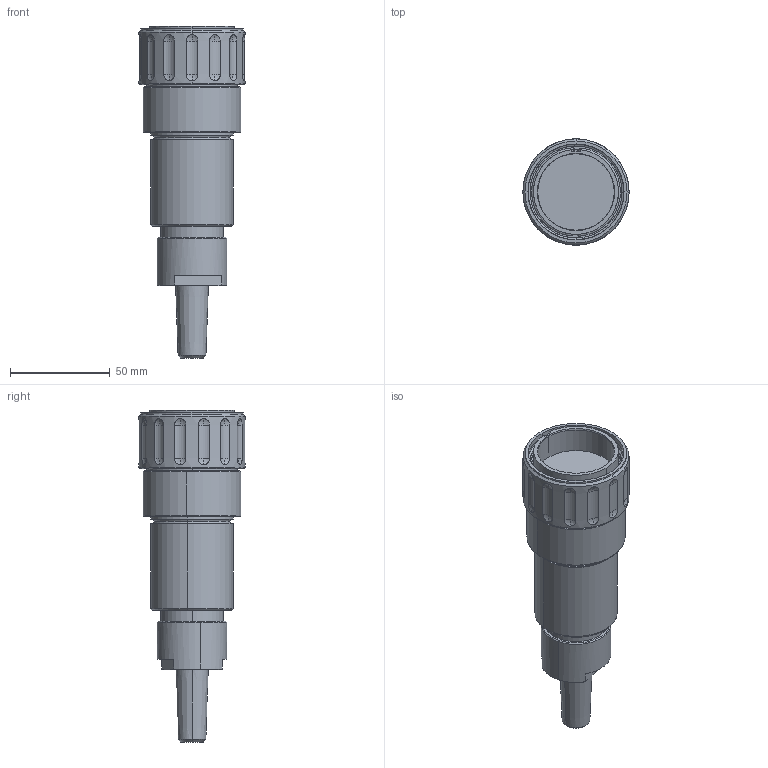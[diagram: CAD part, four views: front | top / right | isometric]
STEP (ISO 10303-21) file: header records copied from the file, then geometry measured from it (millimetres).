
FILE_DESCRIPTION (( 'STEP AP203' ), '1' );
FILE_NAME ('Size 29 Threaded Body.STEP', '2019-04-16T19:12:30', ( '' ), ( '' ), 'SwSTEP 2.0', 'SolidWorks 2019', '' );
FILE_SCHEMA (( 'CONFIG_CONTROL_DESIGN' ));
Length unit declared in the file: inch
Products named in the file (1): Size 29 Threaded Body
Bounding box: 53.21 x 53.21 x 166.39 mm (x, y, z)
Volume: 184311.6 mm3; surface area: 30606.8 mm2
Topology: 1 solids, 1 shells, 165 faces, 389 edges, 250 vertices
Faces by surface type: sphere 56, cylinder 52, plane 25, cone 19, torus 10, bspline 3
Entity records: 6580 total; most frequent: CARTESIAN_POINT 2726, DIRECTION 815, ORIENTED_EDGE 778, EDGE_CURVE 389, AXIS2_PLACEMENT_3D 352, VERTEX_POINT 250, EDGE_LOOP 189, CIRCLE 189
